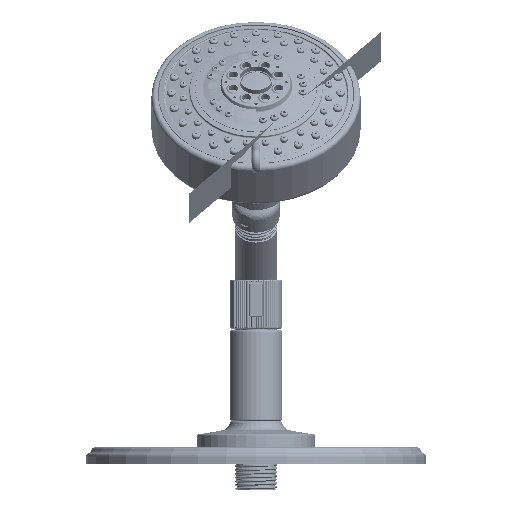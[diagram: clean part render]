
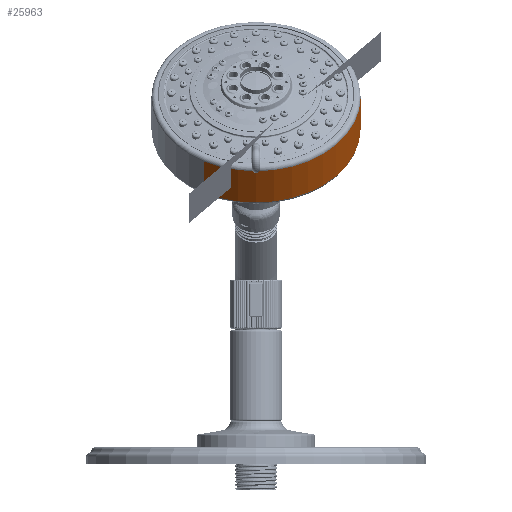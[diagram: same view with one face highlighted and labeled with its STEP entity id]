
A CAD part, front view. The second image highlights one B-rep face of the part: STEP entity #25963.
In plain terms, the highlighted cylindrical face has radius 50.8 mm (diameter 101.6 mm), a partial arc.
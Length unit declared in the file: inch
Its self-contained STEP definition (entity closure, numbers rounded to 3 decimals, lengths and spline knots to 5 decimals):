
#25271=DIRECTION('',(0.,-1.,0.));
#25272=VECTOR('',#25271,0.84408);
#25273=CARTESIAN_POINT('',(-2.,0.92,0.));
#25274=LINE('',#25273,#25272);
#25280=DIRECTION('',(0.,-1.,0.));
#25281=VECTOR('',#25280,0.84408);
#25282=CARTESIAN_POINT('',(2.,0.92,0.));
#25283=LINE('',#25282,#25281);
#25284=CARTESIAN_POINT('',(0.,0.07592,0.));
#25285=DIRECTION('',(0.,1.,0.));
#25286=DIRECTION('',(1.,0.,0.));
#25287=AXIS2_PLACEMENT_3D('',#25284,#25285,#25286);
#25289=CARTESIAN_POINT('',(0.,0.92,0.));
#25290=DIRECTION('',(0.,-1.,0.));
#25291=DIRECTION('',(-1.,0.,0.));
#25292=AXIS2_PLACEMENT_3D('',#25289,#25290,#25291);
#25362=CARTESIAN_POINT('',(-2.,0.92,0.));
#25364=VERTEX_POINT('',#25362);
#25366=CARTESIAN_POINT('',(2.,0.92,0.));
#25368=VERTEX_POINT('',#25366);
#25405=CARTESIAN_POINT('',(2.,0.07592,0.));
#25406=CARTESIAN_POINT('',(-2.,0.07592,0.));
#25407=VERTEX_POINT('',#25405);
#25408=VERTEX_POINT('',#25406);
#25950=CARTESIAN_POINT('',(0.,1.7031,0.));
#25951=DIRECTION('',(0.,-1.,0.));
#25952=DIRECTION('',(-1.,0.,0.));
#25953=AXIS2_PLACEMENT_3D('',#25950,#25951,#25952);
#25954=CYLINDRICAL_SURFACE('',#25953,2.);
#25956=ORIENTED_EDGE('',*,*,#25955,.F.);
#25957=ORIENTED_EDGE('',*,*,#25945,.F.);
#25959=ORIENTED_EDGE('',*,*,#25958,.F.);
#25960=ORIENTED_EDGE('',*,*,#25941,.T.);
#25961=EDGE_LOOP('',(#25956,#25957,#25959,#25960));
#25962=FACE_OUTER_BOUND('',#25961,.F.);
#25963=ADVANCED_FACE('',(#25962),#25954,.T.);
#25288=CIRCLE('',#25287,2.);
#25293=CIRCLE('',#25292,2.);
#25941=EDGE_CURVE('',#25364,#25408,#25274,.T.);
#25945=EDGE_CURVE('',#25368,#25407,#25283,.T.);
#25955=EDGE_CURVE('',#25407,#25408,#25288,.T.);
#25958=EDGE_CURVE('',#25364,#25368,#25293,.T.);
